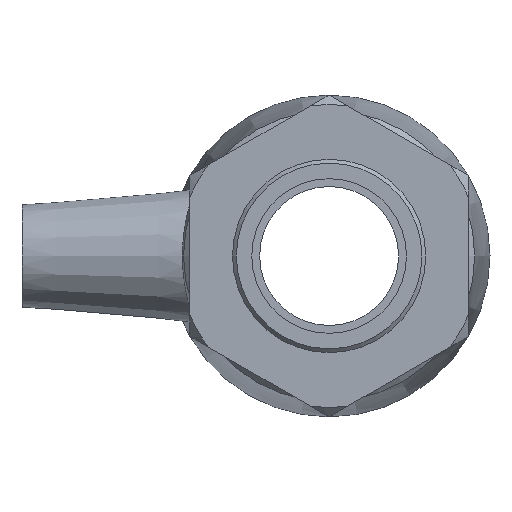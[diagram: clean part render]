
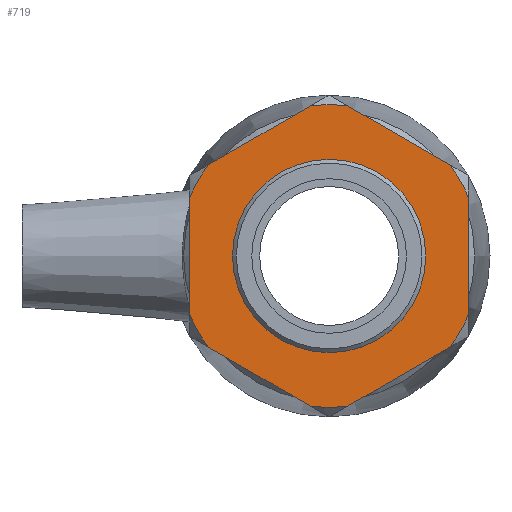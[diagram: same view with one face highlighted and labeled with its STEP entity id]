
A CAD part, left-side view. The second image highlights one B-rep face of the part: STEP entity #719.
In plain terms, the highlighted planar face has unit normal (-1, 0, 0).
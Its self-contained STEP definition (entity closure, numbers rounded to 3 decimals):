
#38=FACE_BOUND('',#220,.T.);
#65=CIRCLE('',#759,20.68);
#66=CIRCLE('',#761,20.68);
#67=CIRCLE('',#763,20.68);
#68=CIRCLE('',#765,20.68);
#69=CIRCLE('',#767,20.68);
#70=CIRCLE('',#769,20.68);
#86=CIRCLE('',#799,13.221);
#156=FACE_OUTER_BOUND('',#219,.T.);
#219=EDGE_LOOP('',(#606,#607,#608,#609,#610,#611,#612,#613,#614,#615,#616,
#617));
#220=EDGE_LOOP('',(#618));
#275=LINE('',#1077,#293);
#279=LINE('',#1101,#297);
#285=LINE('',#1141,#303);
#286=LINE('',#1148,#304);
#289=LINE('',#1170,#307);
#292=LINE('',#1201,#310);
#293=VECTOR('',#855,16.083);
#297=VECTOR('',#861,16.083);
#303=VECTOR('',#869,16.083);
#304=VECTOR('',#872,16.083);
#307=VECTOR('',#877,16.083);
#310=VECTOR('',#882,16.083);
#335=VERTEX_POINT('',#1071);
#337=VERTEX_POINT('',#1076);
#343=VERTEX_POINT('',#1096);
#344=VERTEX_POINT('',#1100);
#350=VERTEX_POINT('',#1119);
#356=VERTEX_POINT('',#1137);
#357=VERTEX_POINT('',#1143);
#358=VERTEX_POINT('',#1147);
#363=VERTEX_POINT('',#1165);
#364=VERTEX_POINT('',#1169);
#367=VERTEX_POINT('',#1184);
#370=VERTEX_POINT('',#1197);
#382=VERTEX_POINT('',#1322);
#407=EDGE_CURVE('',#337,#335,#275,.T.);
#415=EDGE_CURVE('',#344,#343,#279,.T.);
#428=EDGE_CURVE('',#350,#356,#285,.T.);
#430=EDGE_CURVE('',#358,#357,#286,.T.);
#437=EDGE_CURVE('',#364,#363,#289,.T.);
#447=EDGE_CURVE('',#367,#370,#292,.T.);
#448=EDGE_CURVE('',#358,#363,#65,.T.);
#449=EDGE_CURVE('',#364,#356,#66,.T.);
#450=EDGE_CURVE('',#350,#370,#67,.T.);
#451=EDGE_CURVE('',#344,#357,#68,.T.);
#452=EDGE_CURVE('',#337,#343,#69,.T.);
#453=EDGE_CURVE('',#367,#335,#70,.T.);
#471=EDGE_CURVE('',#382,#382,#86,.T.);
#606=ORIENTED_EDGE('',*,*,#407,.T.);
#607=ORIENTED_EDGE('',*,*,#453,.F.);
#608=ORIENTED_EDGE('',*,*,#447,.T.);
#609=ORIENTED_EDGE('',*,*,#450,.F.);
#610=ORIENTED_EDGE('',*,*,#428,.T.);
#611=ORIENTED_EDGE('',*,*,#449,.F.);
#612=ORIENTED_EDGE('',*,*,#437,.T.);
#613=ORIENTED_EDGE('',*,*,#448,.F.);
#614=ORIENTED_EDGE('',*,*,#430,.T.);
#615=ORIENTED_EDGE('',*,*,#451,.F.);
#616=ORIENTED_EDGE('',*,*,#415,.T.);
#617=ORIENTED_EDGE('',*,*,#452,.F.);
#618=ORIENTED_EDGE('',*,*,#471,.T.);
#682=PLANE('',#798);
#719=ADVANCED_FACE('',(#156,#38),#682,.T.);
#759=AXIS2_PLACEMENT_3D('',#1203,#885,#886);
#761=AXIS2_PLACEMENT_3D('',#1205,#889,#890);
#763=AXIS2_PLACEMENT_3D('',#1207,#893,#894);
#765=AXIS2_PLACEMENT_3D('',#1209,#897,#898);
#767=AXIS2_PLACEMENT_3D('',#1211,#901,#902);
#769=AXIS2_PLACEMENT_3D('',#1213,#905,#906);
#798=AXIS2_PLACEMENT_3D('',#1321,#963,#964);
#799=AXIS2_PLACEMENT_3D('',#1323,#965,#966);
#855=DIRECTION('',(0.,0.866,0.5));
#861=DIRECTION('',(0.,0.,1.));
#869=DIRECTION('',(0.,0.,-1.));
#872=DIRECTION('',(0.,-0.866,0.5));
#877=DIRECTION('',(0.,-0.866,-0.5));
#882=DIRECTION('',(0.,0.866,-0.5));
#885=DIRECTION('center_axis',(1.,0.,0.));
#886=DIRECTION('ref_axis',(0.,-1.,0.));
#889=DIRECTION('center_axis',(1.,0.,0.));
#890=DIRECTION('ref_axis',(0.,-1.,0.));
#893=DIRECTION('center_axis',(1.,0.,0.));
#894=DIRECTION('ref_axis',(0.,-1.,0.));
#897=DIRECTION('center_axis',(1.,0.,0.));
#898=DIRECTION('ref_axis',(0.,-1.,0.));
#901=DIRECTION('center_axis',(1.,0.,0.));
#902=DIRECTION('ref_axis',(0.,-1.,0.));
#905=DIRECTION('center_axis',(1.,0.,0.));
#906=DIRECTION('ref_axis',(0.,-1.,0.));
#963=DIRECTION('center_axis',(-1.,0.,0.));
#964=DIRECTION('ref_axis',(0.,0.,1.));
#965=DIRECTION('center_axis',(1.,0.,0.));
#966=DIRECTION('ref_axis',(0.,0.,-1.));
#1071=CARTESIAN_POINT('',(-47.85,-2.562,20.521));
#1076=CARTESIAN_POINT('',(-47.85,-16.49,12.479));
#1077=CARTESIAN_POINT('',(-47.85,3.487,24.013));
#1096=CARTESIAN_POINT('',(-47.85,-19.053,8.041));
#1100=CARTESIAN_POINT('',(-47.85,-19.053,-8.041));
#1101=CARTESIAN_POINT('',(-47.85,-19.053,5.5));
#1119=CARTESIAN_POINT('',(-47.85,19.053,8.041));
#1137=CARTESIAN_POINT('',(-47.85,19.053,-8.041));
#1141=CARTESIAN_POINT('',(-47.85,19.053,-5.5));
#1143=CARTESIAN_POINT('',(-47.85,-16.49,-12.479));
#1147=CARTESIAN_POINT('',(-47.85,-2.562,-20.521));
#1148=CARTESIAN_POINT('',(-47.85,-6.039,-18.513));
#1165=CARTESIAN_POINT('',(-47.85,2.562,-20.521));
#1169=CARTESIAN_POINT('',(-47.85,16.49,-12.479));
#1170=CARTESIAN_POINT('',(-47.85,13.013,-14.487));
#1184=CARTESIAN_POINT('',(-47.85,2.562,20.521));
#1197=CARTESIAN_POINT('',(-47.85,16.49,12.479));
#1201=CARTESIAN_POINT('',(-47.85,22.539,8.987));
#1203=CARTESIAN_POINT('Origin',(-47.85,0.,0.));
#1205=CARTESIAN_POINT('Origin',(-47.85,0.,0.));
#1207=CARTESIAN_POINT('Origin',(-47.85,0.,0.));
#1209=CARTESIAN_POINT('Origin',(-47.85,0.,0.));
#1211=CARTESIAN_POINT('Origin',(-47.85,0.,0.));
#1213=CARTESIAN_POINT('Origin',(-47.85,0.,0.));
#1321=CARTESIAN_POINT('Origin',(-47.85,22.,0.));
#1322=CARTESIAN_POINT('',(-47.85,13.221,0.));
#1323=CARTESIAN_POINT('Origin',(-47.85,0.,0.));
